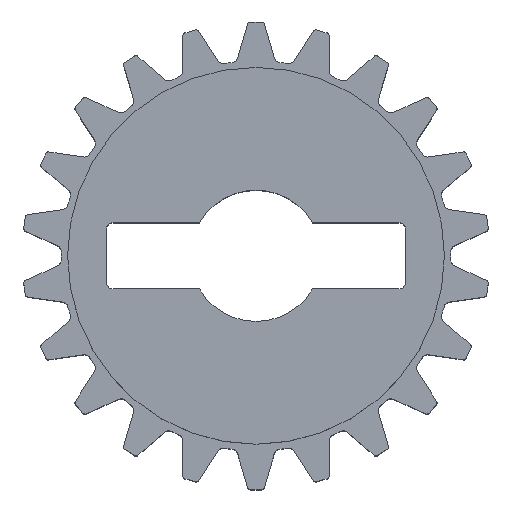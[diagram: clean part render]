
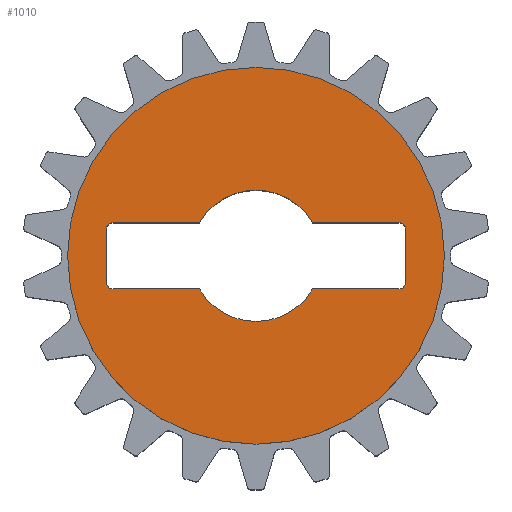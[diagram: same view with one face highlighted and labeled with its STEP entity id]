
A CAD part, top view. The second image highlights one B-rep face of the part: STEP entity #1010.
In plain terms, the highlighted planar face has unit normal (0, 0, 1).
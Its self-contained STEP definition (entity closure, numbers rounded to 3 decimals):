
#17 = AXIS2_PLACEMENT_3D ( 'NONE', #1092, #5603, #566 ) ;
#73 = ORIENTED_EDGE ( 'NONE', *, *, #556, .T. ) ;
#82 = VERTEX_POINT ( 'NONE', #543 ) ;
#114 = AXIS2_PLACEMENT_3D ( 'NONE', #1657, #130, #3685 ) ;
#130 = DIRECTION ( 'NONE',  ( 0., 0., -1. ) ) ;
#190 = CARTESIAN_POINT ( 'NONE',  ( -14.5, 0., 9. ) ) ;
#212 = ORIENTED_EDGE ( 'NONE', *, *, #931, .F. ) ;
#261 = CARTESIAN_POINT ( 'NONE',  ( -11.5, 2.05, 9. ) ) ;
#268 = LINE ( 'NONE', #1964, #823 ) ;
#327 = EDGE_CURVE ( 'NONE', #3863, #5979, #6036, .T. ) ;
#333 = VERTEX_POINT ( 'NONE', #3284 ) ;
#472 = ORIENTED_EDGE ( 'NONE', *, *, #2306, .T. ) ;
#543 = CARTESIAN_POINT ( 'NONE',  ( 4.359, 2.55, 9. ) ) ;
#556 = EDGE_CURVE ( 'NONE', #2615, #1618, #1993, .T. ) ;
#566 = DIRECTION ( 'NONE',  ( 1., 0., 0. ) ) ;
#580 = DIRECTION ( 'NONE',  ( 0., 0., 1. ) ) ;
#626 = EDGE_CURVE ( 'NONE', #5093, #1431, #5870, .T. ) ;
#715 = EDGE_CURVE ( 'NONE', #82, #3863, #3871, .T. ) ;
#823 = VECTOR ( 'NONE', #5526, 1000. ) ;
#855 = CARTESIAN_POINT ( 'NONE',  ( 11.5, -2.55, 9. ) ) ;
#905 = EDGE_CURVE ( 'NONE', #6501, #5979, #6107, .T. ) ;
#931 = EDGE_CURVE ( 'NONE', #2519, #333, #6602, .T. ) ;
#1010 = ADVANCED_FACE ( 'NONE', ( #2144, #3554 ), #2716, .T. ) ;
#1043 = CARTESIAN_POINT ( 'NONE',  ( 0., 0., 9. ) ) ;
#1092 = CARTESIAN_POINT ( 'NONE',  ( -11., 2.05, 9. ) ) ;
#1106 = LINE ( 'NONE', #6399, #2145 ) ;
#1144 = DIRECTION ( 'NONE',  ( 0., 0., 1. ) ) ;
#1169 = AXIS2_PLACEMENT_3D ( 'NONE', #2147, #1144, #4204 ) ;
#1216 = CARTESIAN_POINT ( 'NONE',  ( 11.5, -2.55, 9. ) ) ;
#1431 = VERTEX_POINT ( 'NONE', #4050 ) ;
#1467 = VECTOR ( 'NONE', #1662, 1000. ) ;
#1528 = DIRECTION ( 'NONE',  ( 1., 0., 0. ) ) ;
#1550 = DIRECTION ( 'NONE',  ( 0., 0., 1. ) ) ;
#1561 = DIRECTION ( 'NONE',  ( 1., 0., 0. ) ) ;
#1618 = VERTEX_POINT ( 'NONE', #190 ) ;
#1657 = CARTESIAN_POINT ( 'NONE',  ( 11., -2.05, 9. ) ) ;
#1662 = DIRECTION ( 'NONE',  ( -1., 0., 0. ) ) ;
#1768 = CARTESIAN_POINT ( 'NONE',  ( 11.5, 2.55, 9. ) ) ;
#1863 = DIRECTION ( 'NONE',  ( 0., 1., 0. ) ) ;
#1916 = EDGE_CURVE ( 'NONE', #2519, #5093, #6239, .T. ) ;
#1964 = CARTESIAN_POINT ( 'NONE',  ( -11.5, -2.55, 9. ) ) ;
#1989 = AXIS2_PLACEMENT_3D ( 'NONE', #4554, #1550, #1528 ) ;
#1993 = CIRCLE ( 'NONE', #4439, 14.5 ) ;
#2008 = AXIS2_PLACEMENT_3D ( 'NONE', #1043, #580, #1561 ) ;
#2083 = ORIENTED_EDGE ( 'NONE', *, *, #327, .F. ) ;
#2144 = FACE_OUTER_BOUND ( 'NONE', #3428, .T. ) ;
#2145 = VECTOR ( 'NONE', #1863, 1000. ) ;
#2147 = CARTESIAN_POINT ( 'NONE',  ( 0., 0., 9. ) ) ;
#2203 = CIRCLE ( 'NONE', #2008, 14.5 ) ;
#2227 = EDGE_LOOP ( 'NONE', ( #2272, #6134, #3529, #212, #3628, #3170, #472, #6217, #2083, #6382, #4606, #3152 ) ) ;
#2246 = CARTESIAN_POINT ( 'NONE',  ( 0., 0., 9. ) ) ;
#2272 = ORIENTED_EDGE ( 'NONE', *, *, #5530, .F. ) ;
#2281 = CARTESIAN_POINT ( 'NONE',  ( 14.5, 0., 9. ) ) ;
#2306 = EDGE_CURVE ( 'NONE', #1431, #6501, #268, .T. ) ;
#2325 = VERTEX_POINT ( 'NONE', #6035 ) ;
#2333 = CARTESIAN_POINT ( 'NONE',  ( 11., 2.55, 9. ) ) ;
#2451 = VERTEX_POINT ( 'NONE', #3099 ) ;
#2503 = DIRECTION ( 'NONE',  ( 1., 0., 0. ) ) ;
#2519 = VERTEX_POINT ( 'NONE', #6256 ) ;
#2568 = EDGE_CURVE ( 'NONE', #2451, #333, #5186, .T. ) ;
#2615 = VERTEX_POINT ( 'NONE', #2281 ) ;
#2716 = PLANE ( 'NONE',  #1169 ) ;
#2902 = DIRECTION ( 'NONE',  ( 1., 0., 0. ) ) ;
#2946 = DIRECTION ( 'NONE',  ( 0., 0., 1. ) ) ;
#2979 = CARTESIAN_POINT ( 'NONE',  ( -11., -2.05, 9. ) ) ;
#3099 = CARTESIAN_POINT ( 'NONE',  ( 11., -2.55, 9. ) ) ;
#3152 = ORIENTED_EDGE ( 'NONE', *, *, #6539, .T. ) ;
#3170 = ORIENTED_EDGE ( 'NONE', *, *, #626, .T. ) ;
#3284 = CARTESIAN_POINT ( 'NONE',  ( 4.359, -2.55, 9. ) ) ;
#3351 = CARTESIAN_POINT ( 'NONE',  ( -11., 2.55, 9. ) ) ;
#3420 = ORIENTED_EDGE ( 'NONE', *, *, #6257, .T. ) ;
#3428 = EDGE_LOOP ( 'NONE', ( #3420, #73 ) ) ;
#3431 = AXIS2_PLACEMENT_3D ( 'NONE', #2246, #2946, #5123 ) ;
#3478 = DIRECTION ( 'NONE',  ( 0., 0., -1. ) ) ;
#3529 = ORIENTED_EDGE ( 'NONE', *, *, #2568, .T. ) ;
#3554 = FACE_BOUND ( 'NONE', #2227, .T. ) ;
#3555 = CIRCLE ( 'NONE', #114, 0.5 ) ;
#3628 = ORIENTED_EDGE ( 'NONE', *, *, #1916, .T. ) ;
#3685 = DIRECTION ( 'NONE',  ( 1., 0., 0. ) ) ;
#3863 = VERTEX_POINT ( 'NONE', #4714 ) ;
#3871 = CIRCLE ( 'NONE', #3431, 5.05 ) ;
#4005 = DIRECTION ( 'NONE',  ( -1., 0., 0. ) ) ;
#4037 = VERTEX_POINT ( 'NONE', #2333 ) ;
#4050 = CARTESIAN_POINT ( 'NONE',  ( -11.5, -2.05, 9. ) ) ;
#4204 = DIRECTION ( 'NONE',  ( 1., 0., 0. ) ) ;
#4299 = DIRECTION ( 'NONE',  ( -1., 0., 0. ) ) ;
#4313 = DIRECTION ( 'NONE',  ( 1., 0., 0. ) ) ;
#4341 = AXIS2_PLACEMENT_3D ( 'NONE', #2979, #3478, #2503 ) ;
#4420 = VERTEX_POINT ( 'NONE', #4748 ) ;
#4439 = AXIS2_PLACEMENT_3D ( 'NONE', #6359, #5392, #4313 ) ;
#4554 = CARTESIAN_POINT ( 'NONE',  ( 0., 0., 9. ) ) ;
#4559 = CARTESIAN_POINT ( 'NONE',  ( -11., -2.55, 9. ) ) ;
#4606 = ORIENTED_EDGE ( 'NONE', *, *, #6169, .F. ) ;
#4714 = CARTESIAN_POINT ( 'NONE',  ( -4.359, 2.55, 9. ) ) ;
#4748 = CARTESIAN_POINT ( 'NONE',  ( 11.5, 2.05, 9. ) ) ;
#4976 = CARTESIAN_POINT ( 'NONE',  ( 11.5, 2.55, 9. ) ) ;
#5093 = VERTEX_POINT ( 'NONE', #4559 ) ;
#5123 = DIRECTION ( 'NONE',  ( 1., 0., 0. ) ) ;
#5186 = LINE ( 'NONE', #1216, #1467 ) ;
#5307 = EDGE_CURVE ( 'NONE', #2325, #2451, #3555, .T. ) ;
#5392 = DIRECTION ( 'NONE',  ( 0., 0., 1. ) ) ;
#5462 = LINE ( 'NONE', #4976, #6263 ) ;
#5526 = DIRECTION ( 'NONE',  ( 0., 1., 0. ) ) ;
#5530 = EDGE_CURVE ( 'NONE', #2325, #4420, #1106, .T. ) ;
#5603 = DIRECTION ( 'NONE',  ( 0., 0., -1. ) ) ;
#5870 = CIRCLE ( 'NONE', #4341, 0.5 ) ;
#5923 = VECTOR ( 'NONE', #5993, 1000. ) ;
#5979 = VERTEX_POINT ( 'NONE', #3351 ) ;
#5993 = DIRECTION ( 'NONE',  ( -1., 0., 0. ) ) ;
#6035 = CARTESIAN_POINT ( 'NONE',  ( 11.5, -2.05, 9. ) ) ;
#6036 = LINE ( 'NONE', #1768, #6617 ) ;
#6107 = CIRCLE ( 'NONE', #17, 0.5 ) ;
#6134 = ORIENTED_EDGE ( 'NONE', *, *, #5307, .T. ) ;
#6169 = EDGE_CURVE ( 'NONE', #4037, #82, #5462, .T. ) ;
#6217 = ORIENTED_EDGE ( 'NONE', *, *, #905, .T. ) ;
#6239 = LINE ( 'NONE', #855, #5923 ) ;
#6256 = CARTESIAN_POINT ( 'NONE',  ( -4.359, -2.55, 9. ) ) ;
#6257 = EDGE_CURVE ( 'NONE', #1618, #2615, #2203, .T. ) ;
#6263 = VECTOR ( 'NONE', #4005, 1000. ) ;
#6359 = CARTESIAN_POINT ( 'NONE',  ( 0., 0., 9. ) ) ;
#6382 = ORIENTED_EDGE ( 'NONE', *, *, #715, .F. ) ;
#6399 = CARTESIAN_POINT ( 'NONE',  ( 11.5, -2.55, 9. ) ) ;
#6429 = CARTESIAN_POINT ( 'NONE',  ( 11., 2.05, 9. ) ) ;
#6456 = DIRECTION ( 'NONE',  ( 0., 0., -1. ) ) ;
#6501 = VERTEX_POINT ( 'NONE', #261 ) ;
#6508 = CIRCLE ( 'NONE', #6573, 0.5 ) ;
#6539 = EDGE_CURVE ( 'NONE', #4037, #4420, #6508, .T. ) ;
#6573 = AXIS2_PLACEMENT_3D ( 'NONE', #6429, #6456, #2902 ) ;
#6602 = CIRCLE ( 'NONE', #1989, 5.05 ) ;
#6617 = VECTOR ( 'NONE', #4299, 1000. ) ;
